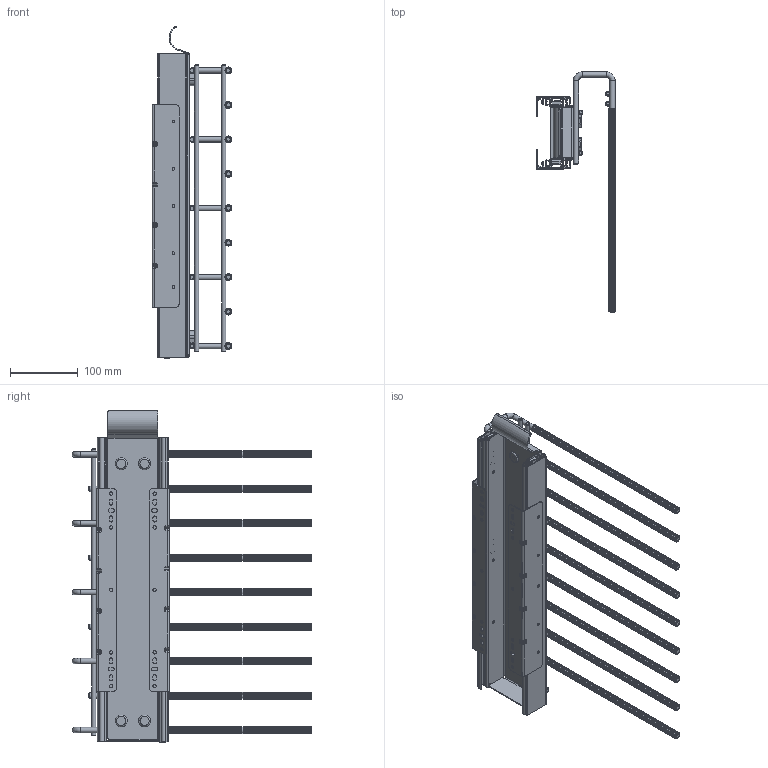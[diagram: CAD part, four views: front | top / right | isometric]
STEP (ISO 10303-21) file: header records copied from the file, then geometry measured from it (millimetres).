
FILE_DESCRIPTION((''),'2;1');
FILE_NAME('05 - 39073014 - pantalonero-extraible-2.stp','2020-09-14T14:02:43',('rguerrero'),(''),'Autodesk Inventor 2010','Autodesk Inventor 2010','');
FILE_SCHEMA(('AUTOMOTIVE_DESIGN { 1 0 10303 214 1 1 1 1 }'));
Length unit declared in the file: millimetre
Products named in the file (16): cjto pantalonero 012 simple close; cjto guias pantalonero 200 close; L43177 especial izqda close; L43177 CABINET MEMBER special; L43177 DRAWER MEMBER; L43177 JAULA; L BRACKET BASAL SOFT CLOSE; L43177 especial dcha close; NUEVO pletina union pantalonero 200; CJTO FIJACION 10; DIN EN ISO 7045 Z M4 x 8 - 4.8 - Z; tapon tuerca 10 ajustes; DIN 439-2 - reemplazado por DIN EN 24035/28675 M4; S0026707 soporte 10; pantalonero 012 simple; PD00134 tubo antideslizante L300
Assembly tree (30 placements, depth 4):
  cjto pantalonero 012 simple close
    cjto guias pantalonero 200 close
      L43177 especial izqda close
        L43177 CABINET MEMBER special
        L43177 DRAWER MEMBER
        L43177 JAULA
        L BRACKET BASAL SOFT CLOSE
      L43177 especial dcha close
        L43177 CABINET MEMBER special
        L43177 DRAWER MEMBER
        L43177 JAULA
        L BRACKET BASAL SOFT CLOSE
      NUEVO pletina union pantalonero 200
      CJTO FIJACION 10  x4
        DIN EN ISO 7045 Z M4 x 8 - 4.8 - Z
        tapon tuerca 10 ajustes
        DIN 439-2 - reemplazado por DIN EN 24035/28675 M4
        S0026707 soporte 10
    pantalonero 012 simple
    PD00134 tubo antideslizante L300  x9
Bounding box: 118.15 x 355 x 491.53 mm (x, y, z)
Volume: 658927.3 mm3; surface area: 814080.5 mm2
Topology: 35 solids, 35 shells, 2084 faces, 5595 edges, 3627 vertices
Faces by surface type: plane 1056, cylinder 730, bspline 134, cone 106, torus 54, sphere 4
Full cylindrical faces by diameter (mm): 3.621 x4, 4 x18, 4.2 x8, 4.25 x6, 4.4 x4, 4.5 x2, 5 x10, 6.4 x4, 8 x28, 10 x4, 12.9 x4, 17.5 x4
Entity records: 25874 total; most frequent: CARTESIAN_POINT 8901, DIRECTION 3444, ORIENTED_EDGE 3284, EDGE_CURVE 1642, AXIS2_PLACEMENT_3D 1301, VERTEX_POINT 1110, EDGE_LOOP 944, VECTOR 842
